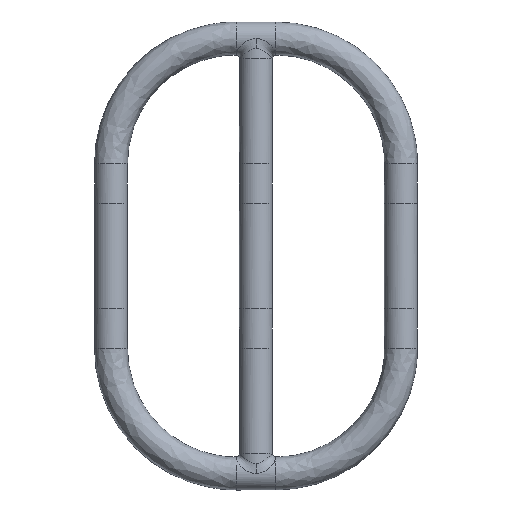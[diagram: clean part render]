
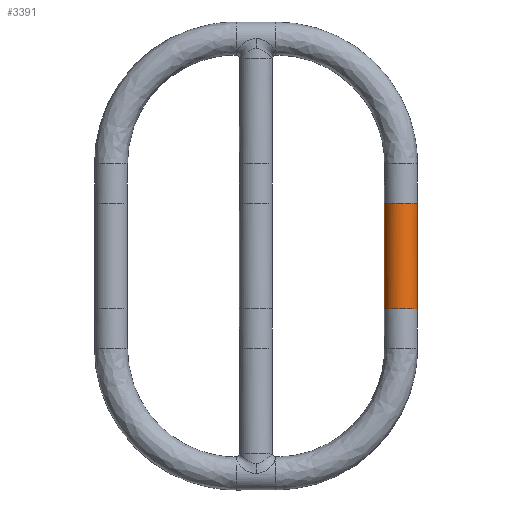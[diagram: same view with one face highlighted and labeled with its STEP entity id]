
A CAD part, top view. The second image highlights one B-rep face of the part: STEP entity #3391.
In plain terms, the highlighted cylindrical face has radius 12.5 mm (diameter 25 mm), a partial arc.
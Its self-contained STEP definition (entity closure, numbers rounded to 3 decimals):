
#3391=ADVANCED_FACE('',(#3762),#8744,.T.);
#3762=FACE_OUTER_BOUND('',#4150,.T.);
#4150=EDGE_LOOP('',(#4732,#4733,#4734,#4735));
#4732=ORIENTED_EDGE('',*,*,#6385,.T.);
#4733=ORIENTED_EDGE('',*,*,#6386,.T.);
#4734=ORIENTED_EDGE('',*,*,#6387,.T.);
#4735=ORIENTED_EDGE('',*,*,#6388,.T.);
#6385=EDGE_CURVE('',#8196,#8197,#7631,.T.);
#6386=EDGE_CURVE('',#8197,#8198,#7241,.T.);
#6387=EDGE_CURVE('',#8198,#8199,#7632,.T.);
#6388=EDGE_CURVE('',#8199,#8196,#7242,.T.);
#7241=(
BOUNDED_CURVE()
B_SPLINE_CURVE(2,(#20906,#20907,#20908,#20909,#20910),.UNSPECIFIED.,.F.,
 .F.)
B_SPLINE_CURVE_WITH_KNOTS((3,2,3),(0.,19.635,39.27),
 .UNSPECIFIED.)
CURVE()
GEOMETRIC_REPRESENTATION_ITEM()
RATIONAL_B_SPLINE_CURVE((1.,0.707,1.,0.707,1.))
REPRESENTATION_ITEM('')
);
#7242=(
BOUNDED_CURVE()
B_SPLINE_CURVE(2,(#20913,#20914,#20915,#20916,#20917),.UNSPECIFIED.,.F.,
 .F.)
B_SPLINE_CURVE_WITH_KNOTS((3,2,3),(0.,19.635,39.27),
 .UNSPECIFIED.)
CURVE()
GEOMETRIC_REPRESENTATION_ITEM()
RATIONAL_B_SPLINE_CURVE((1.,0.707,1.,0.707,1.))
REPRESENTATION_ITEM('')
);
#7631=B_SPLINE_CURVE_WITH_KNOTS('',1,(#20904,#20905),.UNSPECIFIED.,.F.,
 .F.,(2,2),(0.,79.6),.UNSPECIFIED.);
#7632=B_SPLINE_CURVE_WITH_KNOTS('',1,(#20911,#20912),.UNSPECIFIED.,.F.,
 .F.,(2,2),(0.,79.6),.UNSPECIFIED.);
#8196=VERTEX_POINT('',#20160);
#8197=VERTEX_POINT('',#20161);
#8198=VERTEX_POINT('',#20162);
#8199=VERTEX_POINT('',#20163);
#8744=CYLINDRICAL_SURFACE('',#8865,12.5);
#8865=AXIS2_PLACEMENT_3D('',#10563,#9027,$);
#9027=DIRECTION('',(0.,-1.,0.));
#10563=CARTESIAN_POINT('',(219.8,164.85,0.));
#20160=CARTESIAN_POINT('',(207.3,204.725,0.));
#20161=CARTESIAN_POINT('',(207.3,124.975,0.));
#20162=CARTESIAN_POINT('',(232.3,124.975,0.));
#20163=CARTESIAN_POINT('',(232.3,204.725,0.));
#20904=CARTESIAN_POINT('',(207.3,204.725,0.));
#20905=CARTESIAN_POINT('',(207.3,124.975,0.));
#20906=CARTESIAN_POINT('',(207.3,124.975,0.));
#20907=CARTESIAN_POINT('',(207.3,124.975,12.5));
#20908=CARTESIAN_POINT('',(219.8,124.975,12.5));
#20909=CARTESIAN_POINT('',(232.3,124.975,12.5));
#20910=CARTESIAN_POINT('',(232.3,124.975,0.));
#20911=CARTESIAN_POINT('',(232.3,124.975,0.));
#20912=CARTESIAN_POINT('',(232.3,204.725,0.));
#20913=CARTESIAN_POINT('',(232.3,204.725,0.));
#20914=CARTESIAN_POINT('',(232.3,204.725,12.5));
#20915=CARTESIAN_POINT('',(219.8,204.725,12.5));
#20916=CARTESIAN_POINT('',(207.3,204.725,12.5));
#20917=CARTESIAN_POINT('',(207.3,204.725,0.));
